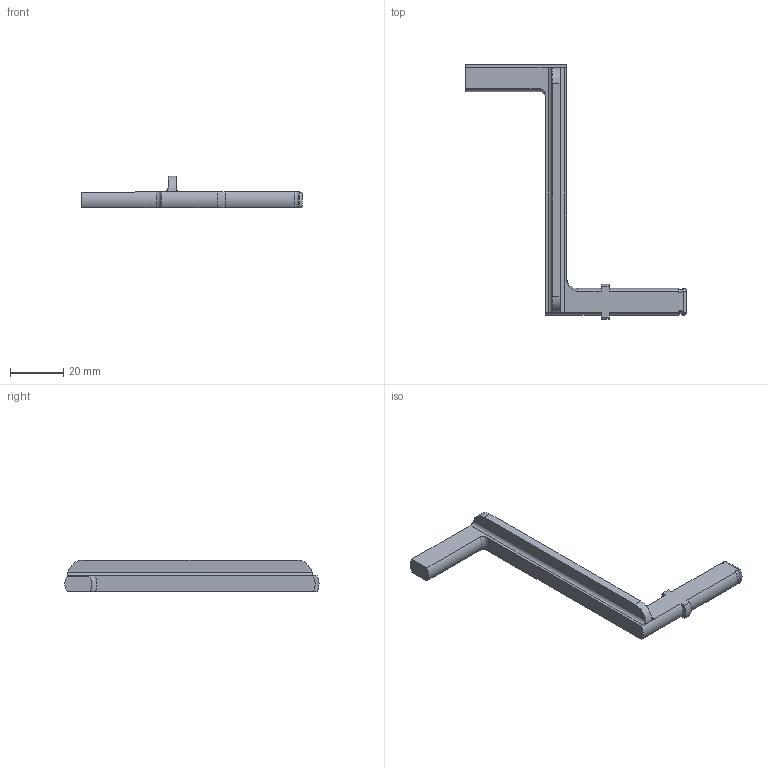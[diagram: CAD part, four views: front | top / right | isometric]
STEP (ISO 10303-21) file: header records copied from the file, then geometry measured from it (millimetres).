
FILE_DESCRIPTION(/* description */ (''),/* implementation_level */ '2;1');
FILE_NAME(/* name */ 'SRT_Manivela.step',/* time_stamp */ '2023-10-29T22:07:10-03:00',/* author */ (''),/* organization */ (''),/* preprocessor_version */ 'ST-DEVELOPER v20',/* originating_system */ 'Autodesk Translation Framework v12.14.0.127',/* authorisation */ '');
FILE_SCHEMA (('AUTOMOTIVE_DESIGN { 1 0 10303 214 3 1 1 }'));
Length unit declared in the file: millimetre
Products named in the file (2): Piezas mecanismo 4; Manivela
Assembly tree (1 placements, depth 2):
  Piezas mecanismo 4
    Manivela
Bounding box: 83 x 95.5 x 12 mm (x, y, z)
Volume: 10463.7 mm3; surface area: 5879.2 mm2
Topology: 1 solids, 1 shells, 36 faces, 94 edges, 60 vertices
Faces by surface type: cylinder 16, plane 14, torus 6
Entity records: 1331 total; most frequent: CARTESIAN_POINT 401, ORIENTED_EDGE 188, DIRECTION 184, EDGE_CURVE 94, AXIS2_PLACEMENT_3D 67, VERTEX_POINT 60, LINE 50, VECTOR 50
